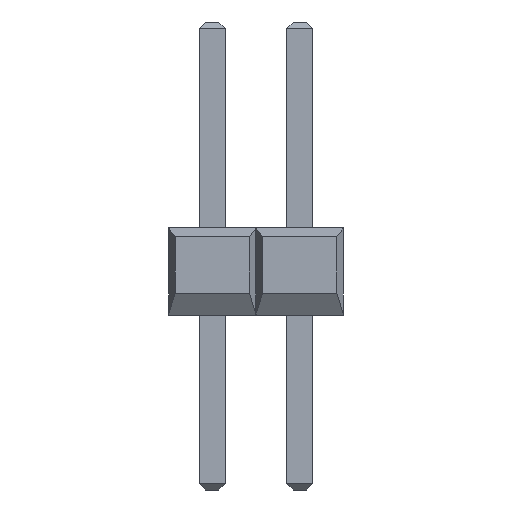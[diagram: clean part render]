
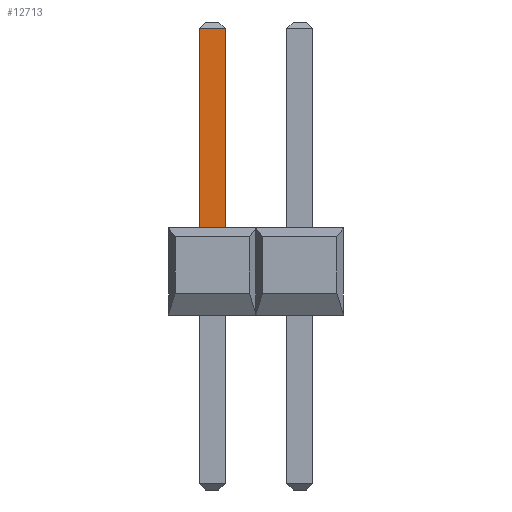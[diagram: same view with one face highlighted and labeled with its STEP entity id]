
A CAD part, left-side view. The second image highlights one B-rep face of the part: STEP entity #12713.
In plain terms, the highlighted planar face has unit normal (-1, 0, 0).
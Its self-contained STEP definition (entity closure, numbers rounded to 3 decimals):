
#12479=CARTESIAN_POINT('',(-0.381,0.381,8.318));
#12478=VERTEX_POINT('',#12479);
#12528=CARTESIAN_POINT('',(-0.381,-0.381,8.318));
#12527=VERTEX_POINT('',#12528);
#12526=EDGE_CURVE('',#12527,#12478,#12531,.T.);
#12531=LINE('',#12528,#12533);
#12533=VECTOR('',#12534,0.762);
#12534=DIRECTION('',(0.0,1.0,0.0));
#12675=CARTESIAN_POINT('',(-0.381,0.381,2.532));
#12674=VERTEX_POINT('',#12675);
#12683=EDGE_CURVE('',#12478,#12674,#12688,.T.);
#12688=LINE('',#12479,#12690);
#12690=VECTOR('',#12691,5.787);
#12691=DIRECTION('',(0.0,0.0,-1.0));
#12713=ADVANCED_FACE('',(#12719),#12714,.T.);
#12714=PLANE('',#12715);
#12715=AXIS2_PLACEMENT_3D('',#12716,#12717,#12718);
#12716=CARTESIAN_POINT('',(-0.381,0.381,2.532));
#12717=DIRECTION('',(-1.0,0.0,0.0));
#12718=DIRECTION('',(0.,0.,1.));
#12719=FACE_OUTER_BOUND('',#12720,.T.);
#12720=EDGE_LOOP('',(#12721,#12731,#12741,#12751));
#12724=CARTESIAN_POINT('',(-0.381,-0.381,2.532));
#12723=VERTEX_POINT('',#12724);
#12722=EDGE_CURVE('',#12723,#12674,#12727,.T.);
#12727=LINE('',#12724,#12729);
#12729=VECTOR('',#12730,0.762);
#12730=DIRECTION('',(0.0,1.0,0.0));
#12721=ORIENTED_EDGE('',*,*,#12722,.F.);
#12732=EDGE_CURVE('',#12527,#12723,#12737,.T.);
#12737=LINE('',#12528,#12739);
#12739=VECTOR('',#12740,5.787);
#12740=DIRECTION('',(0.0,0.0,-1.0));
#12731=ORIENTED_EDGE('',*,*,#12732,.F.);
#12741=ORIENTED_EDGE('',*,*,#12526,.T.);
#12751=ORIENTED_EDGE('',*,*,#12683,.T.);
